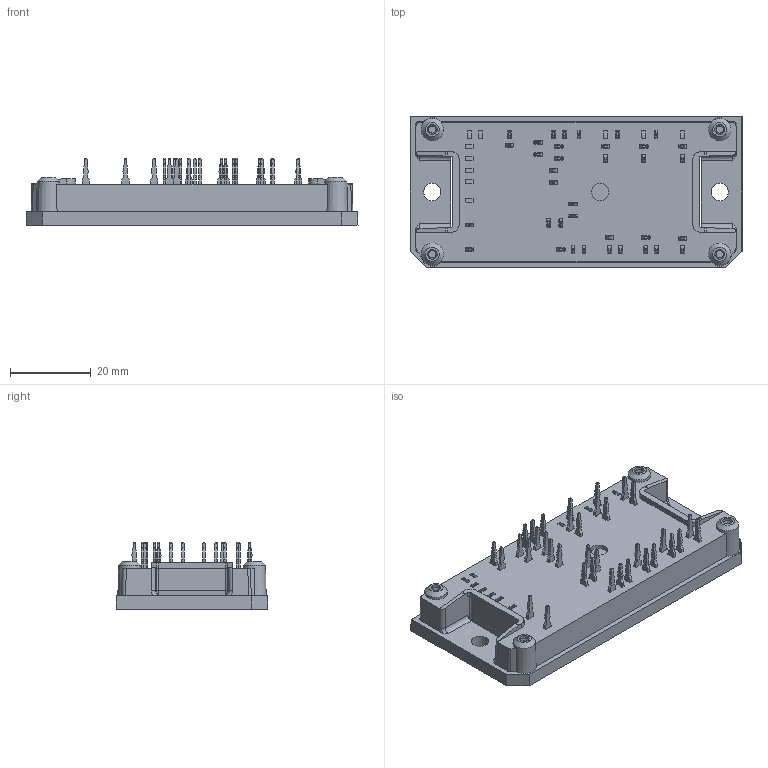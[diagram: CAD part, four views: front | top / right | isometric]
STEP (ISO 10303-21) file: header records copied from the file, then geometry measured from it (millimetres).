
FILE_DESCRIPTION(/* description */ ('Unknown'),/* implementation_level */ '2;1');
FILE_NAME(/* name */ 'Flow1-4T12T-PQ70(360)-01-OL',/* time_stamp */ '2025-01-10T08:57:58+01:00',/* author */ ('Unknown'),/* organization */ ('Unknown'),/* preprocessor_version */ 'ST-DEVELOPER v18.104',/* originating_system */ 'Solid Edge',/* authorisation */ 'Unknown');
FILE_SCHEMA (('AUTOMOTIVE_DESIGN {1 0 10303 214 3 1 1}'));
Products named in the file (1): Flow1-4T12T-PQ70-OL
Bounding box: 82 x 37.4 x 16.78 mm (x, y, z)
Volume: 25854.2 mm3; surface area: 11680.2 mm2
Topology: 1 solids, 1 shells, 1793 faces, 5010 edges, 3307 vertices
Faces by surface type: plane 992, cylinder 597, bspline 148, cone 56
Full cylindrical faces by diameter (mm): 2.4 x4, 4.3 x3
Entity records: 73462 total; most frequent: CARTESIAN_POINT 15622, ORIENTED_EDGE 9940, DIRECTION 8944, EDGE_CURVE 4970, VERTEX_POINT 3290, LINE 3112, VECTOR 3112, AXIS2_PLACEMENT_3D 2916
